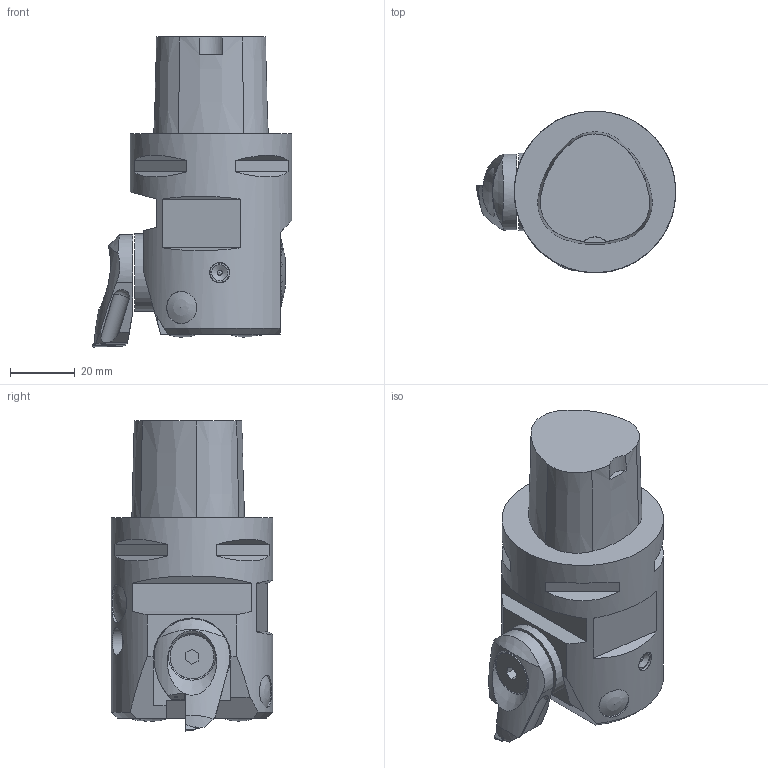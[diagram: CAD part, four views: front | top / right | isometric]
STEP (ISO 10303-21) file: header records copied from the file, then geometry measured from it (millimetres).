
FILE_DESCRIPTION(/* description */ (''),/* implementation_level */ '2;1');
FILE_NAME(/* name */ '1566914293171.stp',/* time_stamp */ '2019-08-27T15:58:20+02:00',/* author */ (''),/* organization */ ('SMS'),/* preprocessor_version */ 'ST-DEVELOPER v16.7',/* originating_system */ 'SIEMENS PLM Software NX 12.0',/* authorisation */ '');
FILE_SCHEMA (('AUTOMOTIVE_DESIGN { 1 0 10303 214 3 1 1 1 }'));
Length unit declared in the file: millimetre
Products named in the file (7): IsoTurningInsert; 202218524mod000_00; ASSEMBLY_CONSTRUCTION; 111166200mod000_01; 111169258mod000_01; 111165226mod000_01
Assembly tree (6 placements, depth 3):
  111165226mod000_01
    111166200mod000_01
    111169258mod000_01
      ASSEMBLY_CONSTRUCTION
      202218524mod000_00
      IsoTurningInsert
    ASSEMBLY_CONSTRUCTION
Bounding box: 61.77 x 50 x 96 mm (x, y, z)
Volume: 14356.5 mm3; surface area: 24347.6 mm2
Topology: 10 solids, 11 shells, 387 faces, 1069 edges, 725 vertices
Faces by surface type: plane 302, cone 33, cylinder 32, sphere 15, torus 4, bspline 1
Full cylindrical faces by diameter (mm): 1 x1, 2.8 x2, 4.1 x1, 4.7 x1, 5.015 x1, 6 x1, 6.25 x1, 8 x1, 8.5 x1, 10.018 x5, 12.021 x1, 13.6 x1, 23.837 x1, 24 x2, 50 x1
Entity records: 12389 total; most frequent: CARTESIAN_POINT 3122, ORIENTED_EDGE 1908, DIRECTION 1722, EDGE_CURVE 954, VERTEX_POINT 652, AXIS2_PLACEMENT_3D 649, EDGE_LOOP 452, LINE 424
